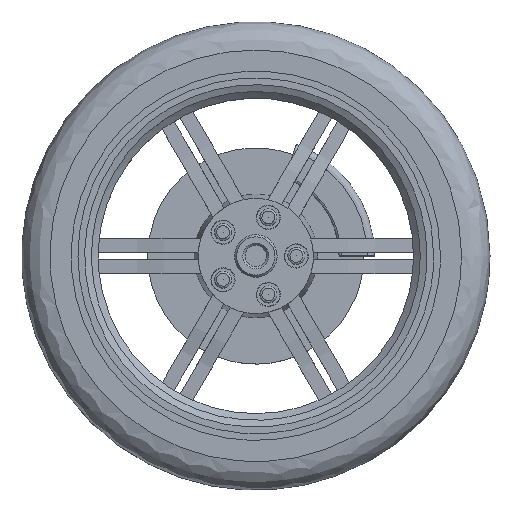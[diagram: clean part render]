
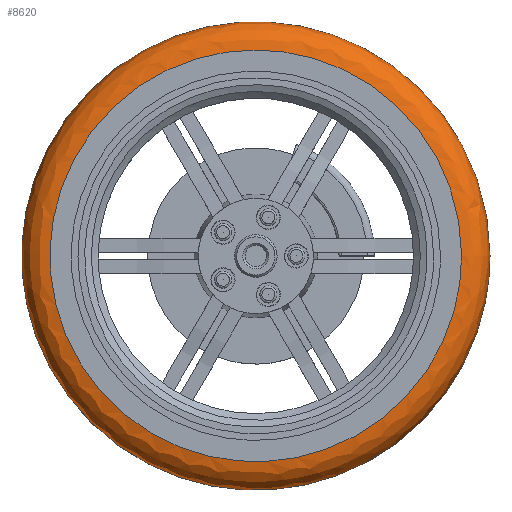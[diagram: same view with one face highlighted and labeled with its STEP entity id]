
A CAD part, top view. The second image highlights one B-rep face of the part: STEP entity #8620.
In plain terms, the highlighted free-form (B-spline) face has degree [2, 2] with [9, 3] control points.
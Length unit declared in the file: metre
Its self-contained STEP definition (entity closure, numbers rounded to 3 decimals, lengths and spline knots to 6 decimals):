
#92 = CARTESIAN_POINT('NONE', (0.3302, 0., 0.1));
#93 = VERTEX_POINT('NONE', #92);
#94 = CARTESIAN_POINT('NONE', (0.2902, 0., 0.14));
#95 = VERTEX_POINT('NONE', #94);
#976 = CARTESIAN_POINT('NONE', (0.3302, 0., 0.1));
#977 = CARTESIAN_POINT('NONE', (0.3302, 0.3302, 0.1));
#978 = CARTESIAN_POINT('NONE', (0., 0.3302, 0.1));
#979 = CARTESIAN_POINT('NONE', (-0.3302, 0.3302, 0.1));
#980 = CARTESIAN_POINT('NONE', (-0.3302, 0., 0.1));
#981 = CARTESIAN_POINT('NONE', (-0.3302, -0.3302, 0.1));
#982 = CARTESIAN_POINT('NONE', (0., -0.3302, 0.1));
#983 = CARTESIAN_POINT('NONE', (0.3302, -0.3302, 0.1));
#984 = CARTESIAN_POINT('NONE', (0.3302, 0., 0.1));
#985 = (
  BOUNDED_CURVE()
  B_SPLINE_CURVE(2, (#976, #977, #978, #979, #980, #981, #982, #983, #984), .UNSPECIFIED., .F., .F.)
  B_SPLINE_CURVE_WITH_KNOTS((3, 2, 2, 2, 3), (-6.283185, -4.712389, -3.141593, -1.570796, -0), .UNSPECIFIED.)
  CURVE()
  GEOMETRIC_REPRESENTATION_ITEM()
  RATIONAL_B_SPLINE_CURVE((1, 0.707, 1, 0.707, 1, 0.707, 1, 0.707, 1))
  REPRESENTATION_ITEM('NONE')
);
#986 = CARTESIAN_POINT('NONE', (0.3302, 0, 0.1));
#987 = CARTESIAN_POINT('NONE', (0.3302, 0, 0.14));
#988 = CARTESIAN_POINT('NONE', (0.2902, 0, 0.14));
#989 = (
  BOUNDED_CURVE()
  B_SPLINE_CURVE(2, (#986, #987, #988), .UNSPECIFIED., .F., .F.)
  B_SPLINE_CURVE_WITH_KNOTS((3, 3), (0, 1), .UNSPECIFIED.)
  CURVE()
  GEOMETRIC_REPRESENTATION_ITEM()
  RATIONAL_B_SPLINE_CURVE((1, 0.707, 1))
  REPRESENTATION_ITEM('NONE')
);
#990 = CARTESIAN_POINT('NONE', (0.2902, 0., 0.14));
#991 = CARTESIAN_POINT('NONE', (0.2902, 0.2902, 0.14));
#992 = CARTESIAN_POINT('NONE', (0., 0.2902, 0.14));
#993 = CARTESIAN_POINT('NONE', (-0.2902, 0.2902, 0.14));
#994 = CARTESIAN_POINT('NONE', (-0.2902, 0., 0.14));
#995 = CARTESIAN_POINT('NONE', (-0.2902, -0.2902, 0.14));
#996 = CARTESIAN_POINT('NONE', (0., -0.2902, 0.14));
#997 = CARTESIAN_POINT('NONE', (0.2902, -0.2902, 0.14));
#998 = CARTESIAN_POINT('NONE', (0.2902, 0., 0.14));
#999 = (
  BOUNDED_CURVE()
  B_SPLINE_CURVE(2, (#990, #991, #992, #993, #994, #995, #996, #997, #998), .UNSPECIFIED., .F., .F.)
  B_SPLINE_CURVE_WITH_KNOTS((3, 2, 2, 2, 3), (-6.283185, -4.712389, -3.141593, -1.570796, -0), .UNSPECIFIED.)
  CURVE()
  GEOMETRIC_REPRESENTATION_ITEM()
  RATIONAL_B_SPLINE_CURVE((1, 0.707, 1, 0.707, 1, 0.707, 1, 0.707, 1))
  REPRESENTATION_ITEM('NONE')
);
#3884 = EDGE_CURVE('NONE', #93, #93, #985, .T.);
#3885 = EDGE_CURVE('NONE', #93, #95, #989, .T.);
#3886 = EDGE_CURVE('NONE', #95, #95, #999, .T.);
#4499 = ORIENTED_EDGE('NONE', *, *, #3884, .F.);
#4500 = ORIENTED_EDGE('NONE', *, *, #3885, .T.);
#4501 = ORIENTED_EDGE('NONE', *, *, #3886, .T.);
#4502 = ORIENTED_EDGE('NONE', *, *, #3885, .F.);
#4503 = EDGE_LOOP('NONE', (#4499, #4500, #4501, #4502));
#5948 = CARTESIAN_POINT('NONE', (0.3302, 0, 0.1));
#5949 = CARTESIAN_POINT('NONE', (0.3302, 0, 0.14));
#5950 = CARTESIAN_POINT('NONE', (0.2902, 0, 0.14));
#5951 = CARTESIAN_POINT('NONE', (0.3302, -0.3302, 0.1));
#5952 = CARTESIAN_POINT('NONE', (0.3302, -0.3302, 0.14));
#5953 = CARTESIAN_POINT('NONE', (0.2902, -0.2902, 0.14));
#5954 = CARTESIAN_POINT('NONE', (0., -0.3302, 0.1));
#5955 = CARTESIAN_POINT('NONE', (0., -0.3302, 0.14));
#5956 = CARTESIAN_POINT('NONE', (0., -0.2902, 0.14));
#5957 = CARTESIAN_POINT('NONE', (-0.3302, -0.3302, 0.1));
#5958 = CARTESIAN_POINT('NONE', (-0.3302, -0.3302, 0.14));
#5959 = CARTESIAN_POINT('NONE', (-0.2902, -0.2902, 0.14));
#5960 = CARTESIAN_POINT('NONE', (-0.3302, 0., 0.1));
#5961 = CARTESIAN_POINT('NONE', (-0.3302, 0., 0.14));
#5962 = CARTESIAN_POINT('NONE', (-0.2902, 0., 0.14));
#5963 = CARTESIAN_POINT('NONE', (-0.3302, 0.3302, 0.1));
#5964 = CARTESIAN_POINT('NONE', (-0.3302, 0.3302, 0.14));
#5965 = CARTESIAN_POINT('NONE', (-0.2902, 0.2902, 0.14));
#5966 = CARTESIAN_POINT('NONE', (0., 0.3302, 0.1));
#5967 = CARTESIAN_POINT('NONE', (0., 0.3302, 0.14));
#5968 = CARTESIAN_POINT('NONE', (0., 0.2902, 0.14));
#5969 = CARTESIAN_POINT('NONE', (0.3302, 0.3302, 0.1));
#5970 = CARTESIAN_POINT('NONE', (0.3302, 0.3302, 0.14));
#5971 = CARTESIAN_POINT('NONE', (0.2902, 0.2902, 0.14));
#5972 = CARTESIAN_POINT('NONE', (0.3302, 0, 0.1));
#5973 = CARTESIAN_POINT('NONE', (0.3302, 0, 0.14));
#5974 = CARTESIAN_POINT('NONE', (0.2902, 0, 0.14));
#5975 = (
  BOUNDED_SURFACE()
  B_SPLINE_SURFACE(2, 2, ((#5948, #5949, #5950), (#5951, #5952, #5953), (#5954, #5955, #5956), (#5957, #5958, #5959), (#5960, #5961, #5962), (#5963, #5964, #5965), (#5966, #5967, #5968), (#5969, #5970, #5971), (#5972, #5973, #5974)), .UNSPECIFIED., .F., .F., .F.)
  B_SPLINE_SURFACE_WITH_KNOTS((3, 2, 2, 2, 3), (3, 3), (0, 1.570796, 3.141593, 4.712389, 6.283185), (0, 1), .UNSPECIFIED.)
  GEOMETRIC_REPRESENTATION_ITEM()
  RATIONAL_B_SPLINE_SURFACE(((1, 0.707, 1), (0.707, 0.5, 0.707), (1, 0.707, 1), (0.707, 0.5, 0.707), (1, 0.707, 1), (0.707, 0.5, 0.707), (1, 0.707, 1), (0.707, 0.5, 0.707), (1, 0.707, 1)))
  REPRESENTATION_ITEM('NONE')
  SURFACE()
);
#8619 = FACE_OUTER_BOUND('NONE', #4503, .F.);
#8620 = ADVANCED_FACE('NONE', (#8619), #5975, .F.);
